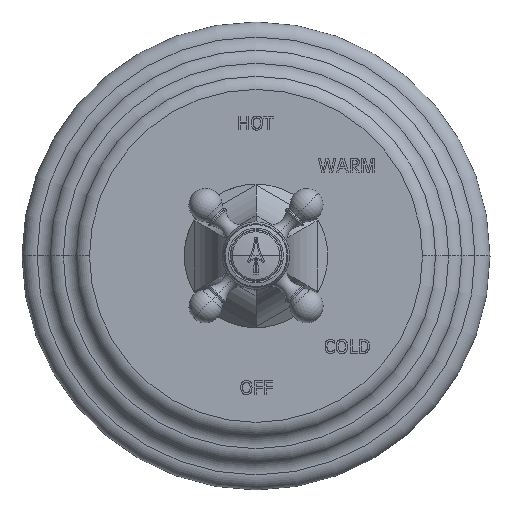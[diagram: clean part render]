
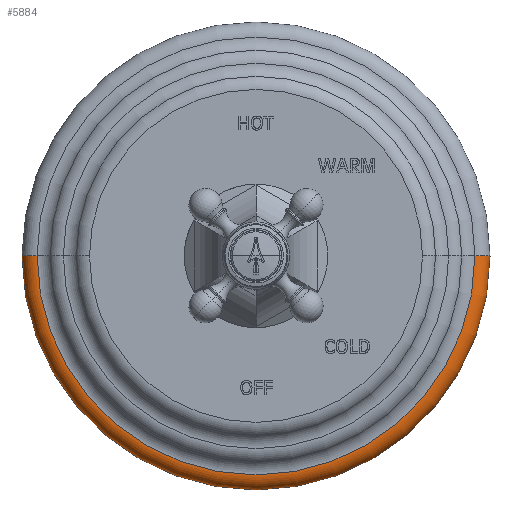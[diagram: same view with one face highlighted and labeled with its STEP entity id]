
A CAD part, top view. The second image highlights one B-rep face of the part: STEP entity #5884.
In plain terms, the highlighted toroidal (fillet/blend) face has major radius 92.075 mm and minor radius 6.35 mm.
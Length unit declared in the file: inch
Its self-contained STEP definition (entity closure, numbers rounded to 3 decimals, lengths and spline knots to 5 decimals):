
#2=CARTESIAN_POINT('',(0.,0.,0.));
#3=DIRECTION('',(0.,0.,-1.));
#4=DIRECTION('',(1.,0.,0.));
#5=AXIS2_PLACEMENT_3D('',#2,#3,#4);
#12=CARTESIAN_POINT('',(3.625,0.,0.));
#13=DIRECTION('',(0.,-1.,0.));
#14=DIRECTION('',(1.,0.,0.));
#15=AXIS2_PLACEMENT_3D('',#12,#13,#14);
#17=CARTESIAN_POINT('',(-3.625,0.,0.));
#18=DIRECTION('',(0.,1.,0.));
#19=DIRECTION('',(-1.,0.,0.));
#20=AXIS2_PLACEMENT_3D('',#17,#18,#19);
#37=CARTESIAN_POINT('',(0.,0.,0.25));
#38=DIRECTION('',(0.,0.,-1.));
#39=DIRECTION('',(1.,0.,0.));
#40=AXIS2_PLACEMENT_3D('',#37,#38,#39);
#4934=CARTESIAN_POINT('',(3.625,0.,0.25));
#4936=VERTEX_POINT('',#4934);
#4944=CARTESIAN_POINT('',(-3.625,0.,0.25));
#4946=VERTEX_POINT('',#4944);
#5518=CARTESIAN_POINT('',(3.875,0.,0.));
#5519=CARTESIAN_POINT('',(-3.875,0.,0.));
#5520=VERTEX_POINT('',#5518);
#5521=VERTEX_POINT('',#5519);
#5869=CARTESIAN_POINT('',(0.,0.,0.));
#5870=DIRECTION('',(0.,0.,-1.));
#5871=DIRECTION('',(-1.,0.,0.));
#5872=AXIS2_PLACEMENT_3D('',#5869,#5870,#5871);
#5873=TOROIDAL_SURFACE('',#5872,3.625,0.25);
#5875=ORIENTED_EDGE('',*,*,#5874,.T.);
#5877=ORIENTED_EDGE('',*,*,#5876,.T.);
#5879=ORIENTED_EDGE('',*,*,#5878,.F.);
#5881=ORIENTED_EDGE('',*,*,#5880,.F.);
#5882=EDGE_LOOP('',(#5875,#5877,#5879,#5881));
#5883=FACE_OUTER_BOUND('',#5882,.F.);
#5884=ADVANCED_FACE('',(#5883),#5873,.T.);
#6=CIRCLE('',#5,3.875);
#16=CIRCLE('',#15,0.25);
#21=CIRCLE('',#20,0.25);
#41=CIRCLE('',#40,3.625);
#5874=EDGE_CURVE('',#5520,#5521,#6,.T.);
#5876=EDGE_CURVE('',#5521,#4946,#21,.T.);
#5878=EDGE_CURVE('',#4936,#4946,#41,.T.);
#5880=EDGE_CURVE('',#5520,#4936,#16,.T.);
